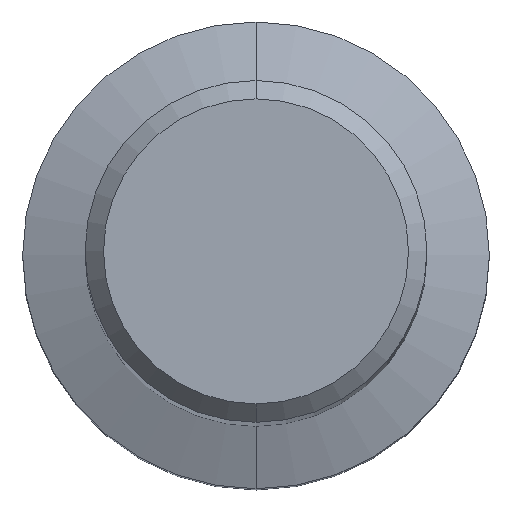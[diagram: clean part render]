
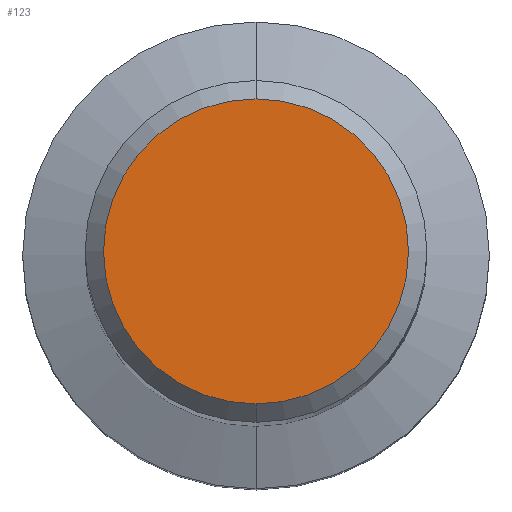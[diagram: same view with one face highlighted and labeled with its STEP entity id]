
A CAD part, top view. The second image highlights one B-rep face of the part: STEP entity #123.
In plain terms, the highlighted planar face has unit normal (0, 0, 1).
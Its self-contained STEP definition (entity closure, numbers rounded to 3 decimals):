
#123=ADVANCED_FACE('',(#322),#323,.T.);
#179=VERTEX_POINT('',#385);
#249=EDGE_CURVE('',#179,#265,#464,.T.);
#265=VERTEX_POINT('',#482);
#291=EDGE_CURVE('',#265,#179,#513,.T.);
#322=FACE_OUTER_BOUND('',#537,.T.);
#323=PLANE('',#538);
#385=CARTESIAN_POINT('',(0.0,4.15,0.0));
#464=CIRCLE('',#725,4.15);
#482=CARTESIAN_POINT('',(0.,-4.15,0.0));
#513=CIRCLE('',#785,4.15);
#537=EDGE_LOOP('',(#800,#801));
#538=AXIS2_PLACEMENT_3D('',#802,#803,#804);
#725=AXIS2_PLACEMENT_3D('',#987,#988,#989);
#785=AXIS2_PLACEMENT_3D('',#1049,#1050,#1051);
#800=ORIENTED_EDGE('',*,*,#249,.F.);
#801=ORIENTED_EDGE('',*,*,#291,.F.);
#802=CARTESIAN_POINT('',(0.0,2.075,0.0));
#803=DIRECTION('',(-0.0,0.0,1.0));
#804=DIRECTION('',(0.0,-1.0,0.0));
#987=CARTESIAN_POINT('',(0.0,0.0,0.0));
#988=DIRECTION('',(0.0,0.0,-1.0));
#989=DIRECTION('',(0.0,1.0,0.0));
#1049=CARTESIAN_POINT('',(0.0,0.0,0.0));
#1050=DIRECTION('',(0.0,0.0,-1.0));
#1051=DIRECTION('',(0.0,1.0,0.0));
